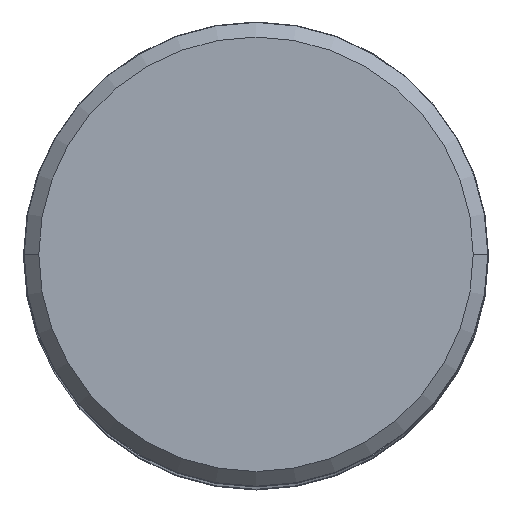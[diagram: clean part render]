
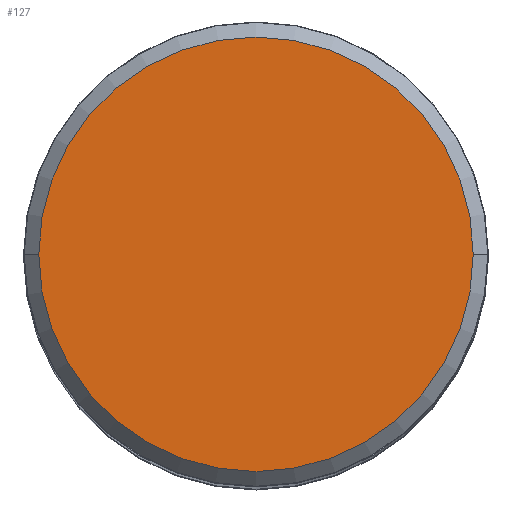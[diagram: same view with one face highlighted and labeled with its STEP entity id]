
A CAD part, top view. The second image highlights one B-rep face of the part: STEP entity #127.
In plain terms, the highlighted planar face has unit normal (0, 0, 1).
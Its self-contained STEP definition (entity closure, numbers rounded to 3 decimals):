
#52=PLANE('',#1061);
#127=ADVANCED_FACE('',(#190),#52,.F.);
#190=FACE_OUTER_BOUND('',#248,.T.);
#248=EDGE_LOOP('',(#388,#389));
#388=ORIENTED_EDGE('',*,*,#624,.T.);
#389=ORIENTED_EDGE('',*,*,#625,.T.);
#538=VERTEX_POINT('',#1744);
#539=VERTEX_POINT('',#1745);
#624=EDGE_CURVE('',#538,#539,#737,.T.);
#625=EDGE_CURVE('',#539,#538,#738,.T.);
#737=CIRCLE('',#1059,14.836);
#738=CIRCLE('',#1060,14.836);
#1059=AXIS2_PLACEMENT_3D('',#1743,#1313,#1314);
#1060=AXIS2_PLACEMENT_3D('',#1746,#1315,#1316);
#1061=AXIS2_PLACEMENT_3D('',#1747,#1317,#1318);
#1313=DIRECTION('',(0.,0.,1.));
#1314=DIRECTION('',(-1.,0.,0.));
#1315=DIRECTION('',(0.,0.,1.));
#1316=DIRECTION('',(1.,0.,0.));
#1317=DIRECTION('',(0.,0.,-1.));
#1318=DIRECTION('',(1.,0.,0.));
#1743=CARTESIAN_POINT('',(0.,0.,0.));
#1744=CARTESIAN_POINT('',(-14.836,0.,0.));
#1745=CARTESIAN_POINT('',(14.836,0.,0.));
#1746=CARTESIAN_POINT('',(0.,0.,0.));
#1747=CARTESIAN_POINT('',(0.,0.,0.));
